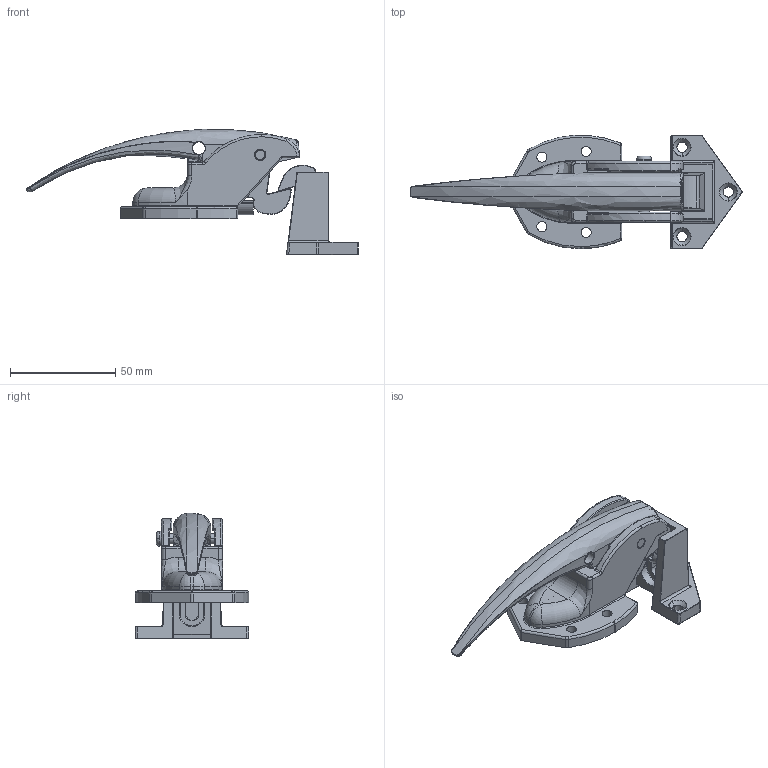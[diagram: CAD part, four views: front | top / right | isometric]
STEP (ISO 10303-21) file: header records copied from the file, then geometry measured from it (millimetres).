
FILE_DESCRIPTION (( 'STEP AP214' ), '1' );
FILE_NAME ('AH-1300.STEP', '2015-09-11T08:24:08', ( '' ), ( '' ), 'SwSTEP 2.0', 'SolidWorks 2010', '' );
FILE_SCHEMA (( 'AUTOMOTIVE_DESIGN' ));
Length unit declared in the file: millimetre
Products named in the file (11): 固定座; 固定座(鉤); 固定座螺絲; 主體(座); AH-1300-A; AH-1300; 卡扣; 鎖舌; 手柄; 插銷
Assembly tree (10 placements, depth 3):
  AH-1300
    AH-1300-A
      鎖舌
      主體(座)
      插銷
      手柄
      卡扣
    固定座
      固定座(鉤)
      固定座
      固定座螺絲
Bounding box: 157.77 x 54 x 59.54 mm (x, y, z)
Volume: 65952.3 mm3; surface area: 35508.3 mm2
Topology: 8 solids, 8 shells, 822 faces, 1926 edges, 1084 vertices
Faces by surface type: cylinder 306, bspline 165, torus 148, plane 135, sphere 62, cone 6
Entity records: 37574 total; most frequent: CARTESIAN_POINT 19520, ORIENTED_EDGE 3768, DIRECTION 3681, EDGE_CURVE 1884, AXIS2_PLACEMENT_3D 1545, VERTEX_POINT 1080, CIRCLE 873, EDGE_LOOP 858
